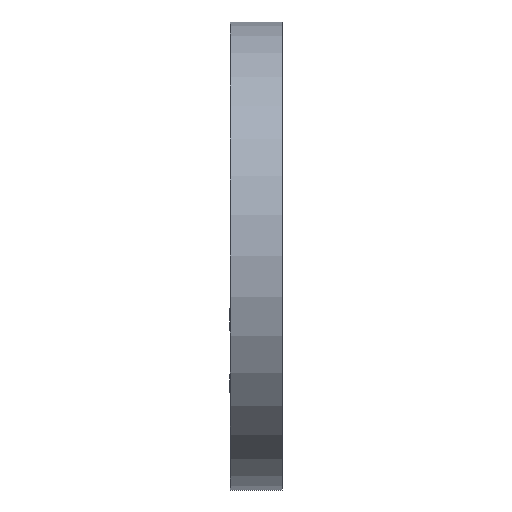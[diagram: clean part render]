
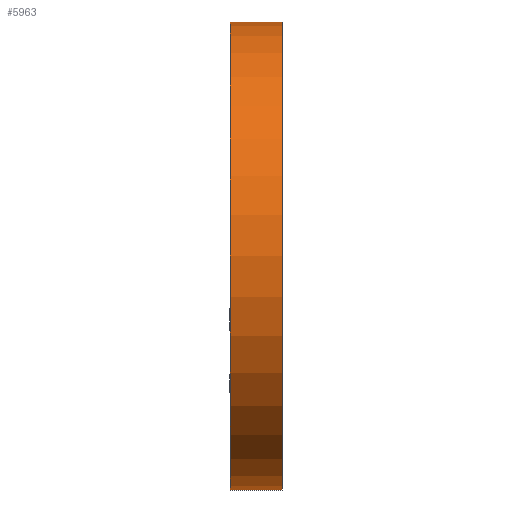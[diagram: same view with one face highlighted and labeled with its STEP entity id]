
A CAD part, left-side view. The second image highlights one B-rep face of the part: STEP entity #5963.
In plain terms, the highlighted cylindrical face has radius 45 mm (diameter 90 mm), a partial arc.
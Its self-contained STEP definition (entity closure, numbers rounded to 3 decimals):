
#224 = CARTESIAN_POINT ( 'NONE',  ( 0., 10., 0. ) ) ;
#459 = CARTESIAN_POINT ( 'NONE',  ( 0., 10., -45. ) ) ;
#592 = CARTESIAN_POINT ( 'NONE',  ( 0., 0., 45. ) ) ;
#805 = VECTOR ( 'NONE', #1825, 1000. ) ;
#1178 = DIRECTION ( 'NONE',  ( 0., 1., 0. ) ) ;
#1430 = EDGE_CURVE ( 'NONE', #2044, #4792, #5245, .T. ) ;
#1435 = ORIENTED_EDGE ( 'NONE', *, *, #4546, .F. ) ;
#1825 = DIRECTION ( 'NONE',  ( 0., -1., 0. ) ) ;
#1915 = ORIENTED_EDGE ( 'NONE', *, *, #5152, .T. ) ;
#2044 = VERTEX_POINT ( 'NONE', #459 ) ;
#2308 = VERTEX_POINT ( 'NONE', #5983 ) ;
#2311 = AXIS2_PLACEMENT_3D ( 'NONE', #4869, #4514, #2466 ) ;
#2466 = DIRECTION ( 'NONE',  ( 0., 0., 1. ) ) ;
#2499 = VECTOR ( 'NONE', #3431, 1000. ) ;
#2731 = ORIENTED_EDGE ( 'NONE', *, *, #1430, .T. ) ;
#3431 = DIRECTION ( 'NONE',  ( 0., -1., 0. ) ) ;
#3900 = CARTESIAN_POINT ( 'NONE',  ( 0., 10., 45. ) ) ;
#3923 = AXIS2_PLACEMENT_3D ( 'NONE', #4959, #4931, #4003 ) ;
#3948 = CYLINDRICAL_SURFACE ( 'NONE', #3923, 45. ) ;
#3959 = LINE ( 'NONE', #3900, #2499 ) ;
#4003 = DIRECTION ( 'NONE',  ( 0., 0., -1. ) ) ;
#4079 = DIRECTION ( 'NONE',  ( 0., 0., 1. ) ) ;
#4120 = CIRCLE ( 'NONE', #5634, 45. ) ;
#4514 = DIRECTION ( 'NONE',  ( 0., 1., 0. ) ) ;
#4546 = EDGE_CURVE ( 'NONE', #2308, #5826, #3959, .T. ) ;
#4792 = VERTEX_POINT ( 'NONE', #5468 ) ;
#4843 = EDGE_CURVE ( 'NONE', #2044, #2308, #4120, .T. ) ;
#4869 = CARTESIAN_POINT ( 'NONE',  ( 0., 0., 0. ) ) ;
#4931 = DIRECTION ( 'NONE',  ( 0., -1., 0. ) ) ;
#4959 = CARTESIAN_POINT ( 'NONE',  ( 0., 10., 0. ) ) ;
#5058 = CARTESIAN_POINT ( 'NONE',  ( 0., 10., -45. ) ) ;
#5084 = ORIENTED_EDGE ( 'NONE', *, *, #4843, .F. ) ;
#5152 = EDGE_CURVE ( 'NONE', #4792, #5826, #5739, .T. ) ;
#5245 = LINE ( 'NONE', #5058, #805 ) ;
#5369 = FACE_OUTER_BOUND ( 'NONE', #5602, .T. ) ;
#5468 = CARTESIAN_POINT ( 'NONE',  ( 0., 0., -45. ) ) ;
#5602 = EDGE_LOOP ( 'NONE', ( #1435, #5084, #2731, #1915 ) ) ;
#5634 = AXIS2_PLACEMENT_3D ( 'NONE', #224, #1178, #4079 ) ;
#5739 = CIRCLE ( 'NONE', #2311, 45. ) ;
#5826 = VERTEX_POINT ( 'NONE', #592 ) ;
#5963 = ADVANCED_FACE ( 'NONE', ( #5369 ), #3948, .T. ) ;
#5983 = CARTESIAN_POINT ( 'NONE',  ( 0., 10., 45. ) ) ;
